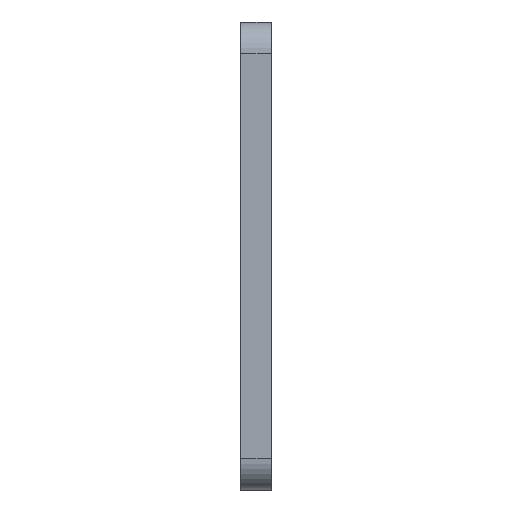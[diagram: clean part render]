
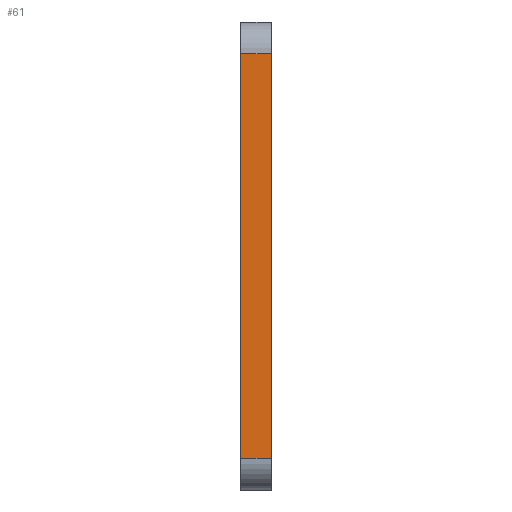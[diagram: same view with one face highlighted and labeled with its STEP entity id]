
A CAD part, left-side view. The second image highlights one B-rep face of the part: STEP entity #61.
In plain terms, the highlighted planar face has unit normal (-1, 0, 0).
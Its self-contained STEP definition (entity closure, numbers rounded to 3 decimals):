
#2 = VERTEX_POINT ( 'NONE', #1044 ) ;
#25 = ORIENTED_EDGE ( 'NONE', *, *, #536, .F. ) ;
#53 = FACE_OUTER_BOUND ( 'NONE', #1120, .T. ) ;
#61 = ADVANCED_FACE ( 'NONE', ( #53 ), #618, .T. ) ;
#64 = DIRECTION ( 'NONE',  ( -1., 0., 0. ) ) ;
#130 = DIRECTION ( 'NONE',  ( 0., 0., 1. ) ) ;
#224 = CARTESIAN_POINT ( 'NONE',  ( -4.905, 2.8, 35. ) ) ;
#317 = CARTESIAN_POINT ( 'NONE',  ( -4.905, -201.901, -2. ) ) ;
#382 = LINE ( 'NONE', #1237, #1138 ) ;
#431 = LINE ( 'NONE', #317, #435 ) ;
#435 = VECTOR ( 'NONE', #1210, 1000. ) ;
#450 = VECTOR ( 'NONE', #750, 1000. ) ;
#453 = CARTESIAN_POINT ( 'NONE',  ( -4.905, 0., 35. ) ) ;
#508 = CARTESIAN_POINT ( 'NONE',  ( -4.905, -201.901, 35. ) ) ;
#536 = EDGE_CURVE ( 'NONE', #2, #719, #431, .T. ) ;
#559 = VERTEX_POINT ( 'NONE', #453 ) ;
#571 = EDGE_CURVE ( 'NONE', #559, #2, #382, .T. ) ;
#618 = PLANE ( 'NONE',  #891 ) ;
#622 = DIRECTION ( 'NONE',  ( 0., 1., 0. ) ) ;
#675 = LINE ( 'NONE', #508, #1202 ) ;
#719 = VERTEX_POINT ( 'NONE', #964 ) ;
#750 = DIRECTION ( 'NONE',  ( 0., 0., 1. ) ) ;
#774 = CARTESIAN_POINT ( 'NONE',  ( -4.905, 2.8, -2. ) ) ;
#883 = LINE ( 'NONE', #774, #450 ) ;
#891 = AXIS2_PLACEMENT_3D ( 'NONE', #1356, #64, #130 ) ;
#899 = VERTEX_POINT ( 'NONE', #224 ) ;
#937 = DIRECTION ( 'NONE',  ( 0., 0., -1. ) ) ;
#964 = CARTESIAN_POINT ( 'NONE',  ( -4.905, 2.8, -2. ) ) ;
#1009 = ORIENTED_EDGE ( 'NONE', *, *, #1363, .F. ) ;
#1034 = EDGE_CURVE ( 'NONE', #559, #899, #675, .T. ) ;
#1039 = ORIENTED_EDGE ( 'NONE', *, *, #1034, .T. ) ;
#1044 = CARTESIAN_POINT ( 'NONE',  ( -4.905, 0., -2. ) ) ;
#1120 = EDGE_LOOP ( 'NONE', ( #1148, #1039, #1009, #25 ) ) ;
#1138 = VECTOR ( 'NONE', #937, 1000. ) ;
#1148 = ORIENTED_EDGE ( 'NONE', *, *, #571, .F. ) ;
#1202 = VECTOR ( 'NONE', #622, 1000. ) ;
#1210 = DIRECTION ( 'NONE',  ( 0., 1., 0. ) ) ;
#1237 = CARTESIAN_POINT ( 'NONE',  ( -4.905, 0., -2. ) ) ;
#1356 = CARTESIAN_POINT ( 'NONE',  ( -4.905, -201.901, -2. ) ) ;
#1363 = EDGE_CURVE ( 'NONE', #719, #899, #883, .T. ) ;
